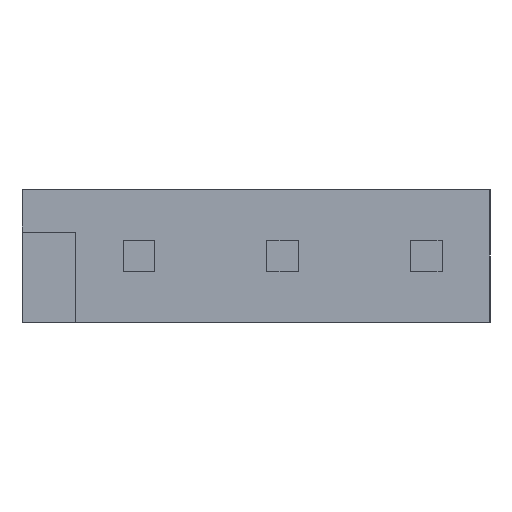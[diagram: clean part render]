
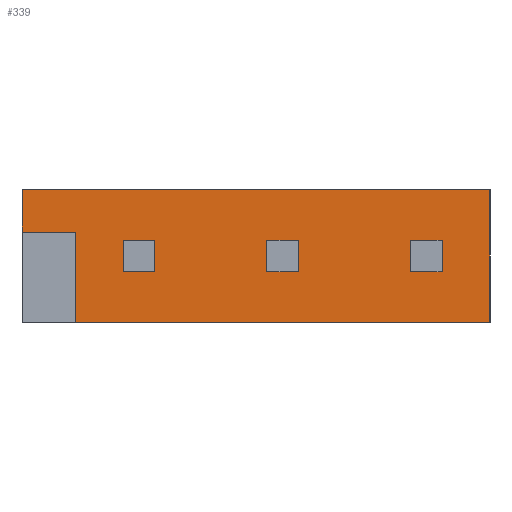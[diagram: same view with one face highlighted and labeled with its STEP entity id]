
A CAD part, left-side view. The second image highlights one B-rep face of the part: STEP entity #339.
In plain terms, the highlighted planar face has unit normal (-1, 0, 0).
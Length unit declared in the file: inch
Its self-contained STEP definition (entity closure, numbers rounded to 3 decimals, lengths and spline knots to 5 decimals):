
#28=FACE_BOUND('',#50,.T.);
#29=FACE_BOUND('',#51,.T.);
#30=FACE_BOUND('',#52,.T.);
#34=FACE_OUTER_BOUND('',#49,.T.);
#49=EDGE_LOOP('',(#228,#229,#230,#231,#232,#233));
#50=EDGE_LOOP('',(#234,#235,#236,#237));
#51=EDGE_LOOP('',(#238,#239,#240,#241));
#52=EDGE_LOOP('',(#242,#243,#244,#245));
#70=LINE('',#498,#106);
#71=LINE('',#500,#107);
#72=LINE('',#502,#108);
#73=LINE('',#504,#109);
#74=LINE('',#506,#110);
#75=LINE('',#507,#111);
#76=LINE('',#510,#112);
#77=LINE('',#512,#113);
#78=LINE('',#514,#114);
#79=LINE('',#515,#115);
#80=LINE('',#518,#116);
#81=LINE('',#520,#117);
#82=LINE('',#522,#118);
#83=LINE('',#523,#119);
#84=LINE('',#526,#120);
#85=LINE('',#528,#121);
#86=LINE('',#530,#122);
#87=LINE('',#531,#123);
#106=VECTOR('',#406,0.03937);
#107=VECTOR('',#407,0.06693);
#108=VECTOR('',#408,0.30709);
#109=VECTOR('',#409,0.09843);
#110=VECTOR('',#410,0.34646);
#111=VECTOR('',#411,0.0315);
#112=VECTOR('',#412,0.02362);
#113=VECTOR('',#413,0.02362);
#114=VECTOR('',#414,0.02362);
#115=VECTOR('',#415,0.02362);
#116=VECTOR('',#416,0.02362);
#117=VECTOR('',#417,0.02362);
#118=VECTOR('',#418,0.02362);
#119=VECTOR('',#419,0.02362);
#120=VECTOR('',#420,0.02362);
#121=VECTOR('',#421,0.02362);
#122=VECTOR('',#422,0.02362);
#123=VECTOR('',#423,0.02362);
#142=VERTEX_POINT('',#496);
#143=VERTEX_POINT('',#497);
#144=VERTEX_POINT('',#499);
#145=VERTEX_POINT('',#501);
#146=VERTEX_POINT('',#503);
#147=VERTEX_POINT('',#505);
#148=VERTEX_POINT('',#508);
#149=VERTEX_POINT('',#509);
#150=VERTEX_POINT('',#511);
#151=VERTEX_POINT('',#513);
#152=VERTEX_POINT('',#516);
#153=VERTEX_POINT('',#517);
#154=VERTEX_POINT('',#519);
#155=VERTEX_POINT('',#521);
#156=VERTEX_POINT('',#524);
#157=VERTEX_POINT('',#525);
#158=VERTEX_POINT('',#527);
#159=VERTEX_POINT('',#529);
#180=EDGE_CURVE('',#142,#143,#70,.T.);
#181=EDGE_CURVE('',#144,#142,#71,.T.);
#182=EDGE_CURVE('',#144,#145,#72,.T.);
#183=EDGE_CURVE('',#145,#146,#73,.T.);
#184=EDGE_CURVE('',#147,#146,#74,.T.);
#185=EDGE_CURVE('',#147,#143,#75,.T.);
#186=EDGE_CURVE('',#148,#149,#76,.T.);
#187=EDGE_CURVE('',#148,#150,#77,.T.);
#188=EDGE_CURVE('',#151,#150,#78,.T.);
#189=EDGE_CURVE('',#149,#151,#79,.T.);
#190=EDGE_CURVE('',#152,#153,#80,.T.);
#191=EDGE_CURVE('',#152,#154,#81,.T.);
#192=EDGE_CURVE('',#155,#154,#82,.T.);
#193=EDGE_CURVE('',#153,#155,#83,.T.);
#194=EDGE_CURVE('',#156,#157,#84,.T.);
#195=EDGE_CURVE('',#156,#158,#85,.T.);
#196=EDGE_CURVE('',#159,#158,#86,.T.);
#197=EDGE_CURVE('',#157,#159,#87,.T.);
#228=ORIENTED_EDGE('',*,*,#180,.F.);
#229=ORIENTED_EDGE('',*,*,#181,.F.);
#230=ORIENTED_EDGE('',*,*,#182,.T.);
#231=ORIENTED_EDGE('',*,*,#183,.T.);
#232=ORIENTED_EDGE('',*,*,#184,.F.);
#233=ORIENTED_EDGE('',*,*,#185,.T.);
#234=ORIENTED_EDGE('',*,*,#186,.F.);
#235=ORIENTED_EDGE('',*,*,#187,.T.);
#236=ORIENTED_EDGE('',*,*,#188,.F.);
#237=ORIENTED_EDGE('',*,*,#189,.F.);
#238=ORIENTED_EDGE('',*,*,#190,.F.);
#239=ORIENTED_EDGE('',*,*,#191,.T.);
#240=ORIENTED_EDGE('',*,*,#192,.F.);
#241=ORIENTED_EDGE('',*,*,#193,.F.);
#242=ORIENTED_EDGE('',*,*,#194,.F.);
#243=ORIENTED_EDGE('',*,*,#195,.T.);
#244=ORIENTED_EDGE('',*,*,#196,.F.);
#245=ORIENTED_EDGE('',*,*,#197,.F.);
#312=PLANE('',#375);
#339=ADVANCED_FACE('',(#34,#28,#29,#30),#312,.T.);
#375=AXIS2_PLACEMENT_3D('',#495,#404,#405);
#404=DIRECTION('center_axis',(-1.,0.,0.));
#405=DIRECTION('ref_axis',(0.,0.,1.));
#406=DIRECTION('',(0.,1.,0.));
#407=DIRECTION('',(0.,0.,1.));
#408=DIRECTION('',(0.,-1.,0.));
#409=DIRECTION('',(0.,0.,1.));
#410=DIRECTION('',(0.,-1.,0.));
#411=DIRECTION('',(0.,0.,-1.));
#412=DIRECTION('',(0.,0.,1.));
#413=DIRECTION('',(0.,1.,0.));
#414=DIRECTION('',(0.,0.,-1.));
#415=DIRECTION('',(0.,1.,0.));
#416=DIRECTION('',(0.,0.,1.));
#417=DIRECTION('',(0.,1.,0.));
#418=DIRECTION('',(0.,0.,-1.));
#419=DIRECTION('',(0.,1.,0.));
#420=DIRECTION('',(0.,1.,0.));
#421=DIRECTION('',(0.,0.,-1.));
#422=DIRECTION('',(0.,-1.,0.));
#423=DIRECTION('',(0.,0.,-1.));
#495=CARTESIAN_POINT('Origin',(-0.27559,0.15354,-0.04921));
#496=CARTESIAN_POINT('',(-0.27559,0.15354,0.01772));
#497=CARTESIAN_POINT('',(-0.27559,0.19291,0.01772));
#498=CARTESIAN_POINT('',(-0.27559,0.15354,0.01772));
#499=CARTESIAN_POINT('',(-0.27559,0.15354,-0.04921));
#500=CARTESIAN_POINT('',(-0.27559,0.15354,-0.04921));
#501=CARTESIAN_POINT('',(-0.27559,-0.15354,-0.04921));
#502=CARTESIAN_POINT('',(-0.27559,0.15354,-0.04921));
#503=CARTESIAN_POINT('',(-0.27559,-0.15354,0.04921));
#504=CARTESIAN_POINT('',(-0.27559,-0.15354,-0.04921));
#505=CARTESIAN_POINT('',(-0.27559,0.19291,0.04921));
#506=CARTESIAN_POINT('',(-0.27559,0.19291,0.04921));
#507=CARTESIAN_POINT('',(-0.27559,0.19291,0.04921));
#508=CARTESIAN_POINT('',(-0.27559,-0.01181,-0.01181));
#509=CARTESIAN_POINT('',(-0.27559,-0.01181,0.01181));
#510=CARTESIAN_POINT('',(-0.27559,-0.01181,-0.01181));
#511=CARTESIAN_POINT('',(-0.27559,0.01181,-0.01181));
#512=CARTESIAN_POINT('',(-0.27559,-0.01181,-0.01181));
#513=CARTESIAN_POINT('',(-0.27559,0.01181,0.01181));
#514=CARTESIAN_POINT('',(-0.27559,0.01181,0.01181));
#515=CARTESIAN_POINT('',(-0.27559,-0.01181,0.01181));
#516=CARTESIAN_POINT('',(-0.27559,0.09449,-0.01181));
#517=CARTESIAN_POINT('',(-0.27559,0.09449,0.01181));
#518=CARTESIAN_POINT('',(-0.27559,0.09449,-0.01181));
#519=CARTESIAN_POINT('',(-0.27559,0.11811,-0.01181));
#520=CARTESIAN_POINT('',(-0.27559,0.09449,-0.01181));
#521=CARTESIAN_POINT('',(-0.27559,0.11811,0.01181));
#522=CARTESIAN_POINT('',(-0.27559,0.11811,0.01181));
#523=CARTESIAN_POINT('',(-0.27559,0.09449,0.01181));
#524=CARTESIAN_POINT('',(-0.27559,-0.11811,0.01181));
#525=CARTESIAN_POINT('',(-0.27559,-0.09449,0.01181));
#526=CARTESIAN_POINT('',(-0.27559,-0.11811,0.01181));
#527=CARTESIAN_POINT('',(-0.27559,-0.11811,-0.01181));
#528=CARTESIAN_POINT('',(-0.27559,-0.11811,0.01181));
#529=CARTESIAN_POINT('',(-0.27559,-0.09449,-0.01181));
#530=CARTESIAN_POINT('',(-0.27559,-0.09449,-0.01181));
#531=CARTESIAN_POINT('',(-0.27559,-0.09449,0.01181));
